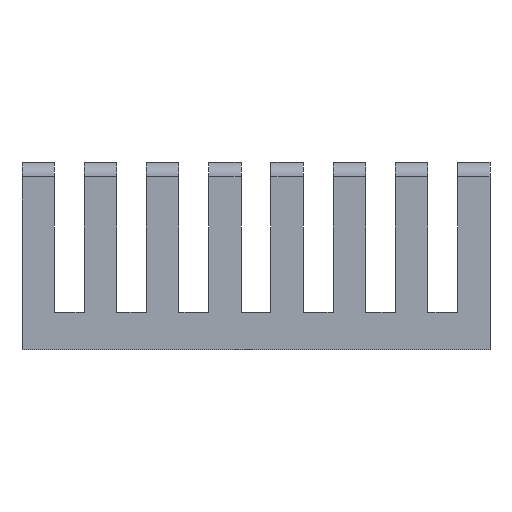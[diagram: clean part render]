
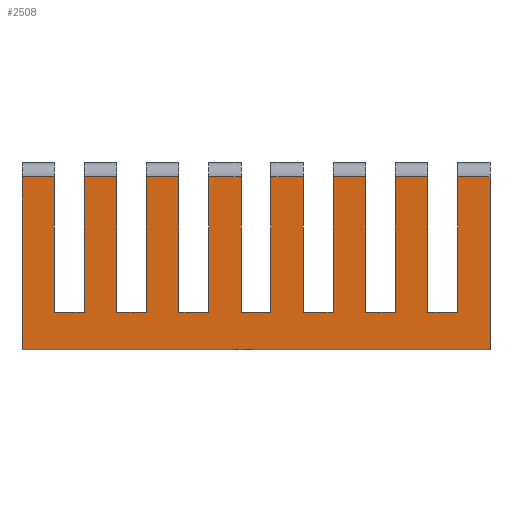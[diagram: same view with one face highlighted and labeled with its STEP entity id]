
A CAD part, left-side view. The second image highlights one B-rep face of the part: STEP entity #2508.
In plain terms, the highlighted planar face has unit normal (-1, 0, 0).
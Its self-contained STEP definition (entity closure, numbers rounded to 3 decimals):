
#42=VERTEX_POINT('NONE',#43);
#43=CARTESIAN_POINT('',(-12.5,10.77,2.0));
#49=EDGE_CURVE('NONE',#42,#50,#52,.T.);
#50=VERTEX_POINT('NONE',#51);
#51=CARTESIAN_POINT('',(-12.5,9.176,2.0));
#52=LINE('',#53,#54);
#53=CARTESIAN_POINT('',(-12.5,12.5,2.0));
#54=VECTOR('',#55,1.0);
#55=DIRECTION('',(0.,-1.0,0.0));
#74=VERTEX_POINT('NONE',#75);
#75=CARTESIAN_POINT('',(-12.5,7.446,2.0));
#81=EDGE_CURVE('NONE',#74,#82,#84,.T.);
#82=VERTEX_POINT('NONE',#83);
#83=CARTESIAN_POINT('',(-12.5,5.851,2.0));
#84=LINE('',#85,#86);
#85=CARTESIAN_POINT('',(-12.5,12.5,2.0));
#86=VECTOR('',#87,1.0);
#87=DIRECTION('',(0.,-1.0,0.0));
#106=VERTEX_POINT('NONE',#107);
#107=CARTESIAN_POINT('',(-12.5,4.121,2.0));
#113=EDGE_CURVE('NONE',#106,#114,#116,.T.);
#114=VERTEX_POINT('NONE',#115);
#115=CARTESIAN_POINT('',(-12.5,2.527,2.0));
#116=LINE('',#117,#118);
#117=CARTESIAN_POINT('',(-12.5,12.5,2.0));
#118=VECTOR('',#119,1.0);
#119=DIRECTION('',(0.,-1.0,0.0));
#138=VERTEX_POINT('NONE',#139);
#139=CARTESIAN_POINT('',(-12.5,0.797,2.0));
#145=EDGE_CURVE('NONE',#138,#146,#148,.T.);
#146=VERTEX_POINT('NONE',#147);
#147=CARTESIAN_POINT('',(-12.5,-0.797,2.0));
#148=LINE('',#149,#150);
#149=CARTESIAN_POINT('',(-12.5,12.5,2.0));
#150=VECTOR('',#151,1.0);
#151=DIRECTION('',(0.,-1.0,0.0));
#170=VERTEX_POINT('NONE',#171);
#171=CARTESIAN_POINT('',(-12.5,-2.527,2.0));
#177=EDGE_CURVE('NONE',#170,#178,#180,.T.);
#178=VERTEX_POINT('NONE',#179);
#179=CARTESIAN_POINT('',(-12.5,-4.122,2.0));
#180=LINE('',#181,#182);
#181=CARTESIAN_POINT('',(-12.5,12.5,2.0));
#182=VECTOR('',#183,1.0);
#183=DIRECTION('',(0.,-1.0,0.0));
#202=VERTEX_POINT('NONE',#203);
#203=CARTESIAN_POINT('',(-12.5,-5.852,2.0));
#209=EDGE_CURVE('NONE',#202,#210,#212,.T.);
#210=VERTEX_POINT('NONE',#211);
#211=CARTESIAN_POINT('',(-12.5,-7.446,2.0));
#212=LINE('',#213,#214);
#213=CARTESIAN_POINT('',(-12.5,12.5,2.0));
#214=VECTOR('',#215,1.0);
#215=DIRECTION('',(0.,-1.0,0.0));
#234=VERTEX_POINT('NONE',#235);
#235=CARTESIAN_POINT('',(-12.5,-9.176,2.0));
#241=EDGE_CURVE('NONE',#234,#242,#244,.T.);
#242=VERTEX_POINT('NONE',#243);
#243=CARTESIAN_POINT('',(-12.5,-10.77,2.0));
#244=LINE('',#245,#246);
#245=CARTESIAN_POINT('',(-12.5,12.5,2.0));
#246=VECTOR('',#247,1.0);
#247=DIRECTION('',(0.,-1.0,0.0));
#2313=VERTEX_POINT('NONE',#2314);
#2314=CARTESIAN_POINT('',(-12.5,12.5,0.0));
#2320=EDGE_CURVE('NONE',#2313,#2321,#2323,.F.);
#2321=VERTEX_POINT('NONE',#2322);
#2322=CARTESIAN_POINT('',(-12.5,12.5,9.225));
#2323=LINE('',#2324,#2325);
#2324=CARTESIAN_POINT('',(-12.5,12.5,2.0));
#2325=VECTOR('',#2326,1.0);
#2326=DIRECTION('',(0.0,0.0,-1.0));
#2508=ADVANCED_FACE('NONE',(#2509),#2695,.F.);
#2509=FACE_BOUND('NONE',#2510,.T.);
#2510=EDGE_LOOP('',(#2511,#2519,#2527,#2535,#2541,#2542,#2550,#2558,#2564,#2565,#2573,#2581,#2587,#2588,#2596,#2604,#2610,#2611,#2619,#2627,#2633,#2634,#2642,#2650,#2656,#2657,#2665,#2673,#2679,#2680,#2688,#2694));
#2511=ORIENTED_EDGE('',*,*,#2512,.T.);
#2512=EDGE_CURVE('NONE',#2313,#2513,#2515,.T.);
#2513=VERTEX_POINT('NONE',#2514);
#2514=CARTESIAN_POINT('',(-12.5,-12.5,0.0));
#2515=LINE('',#2516,#2517);
#2516=CARTESIAN_POINT('',(-12.5,12.5,0.0));
#2517=VECTOR('',#2518,1.0);
#2518=DIRECTION('',(0.,-1.0,0.0));
#2519=ORIENTED_EDGE('',*,*,#2520,.T.);
#2520=EDGE_CURVE('NONE',#2513,#2521,#2523,.F.);
#2521=VERTEX_POINT('NONE',#2522);
#2522=CARTESIAN_POINT('',(-12.5,-12.5,9.225));
#2523=LINE('',#2524,#2525);
#2524=CARTESIAN_POINT('',(-12.5,-12.5,2.0));
#2525=VECTOR('',#2526,1.0);
#2526=DIRECTION('',(0.0,0.0,-1.0));
#2527=ORIENTED_EDGE('',*,*,#2528,.T.);
#2528=EDGE_CURVE('NONE',#2521,#2529,#2531,.T.);
#2529=VERTEX_POINT('NONE',#2530);
#2530=CARTESIAN_POINT('',(-12.5,-10.77,9.225));
#2531=LINE('',#2532,#2533);
#2532=CARTESIAN_POINT('',(-12.5,12.5,9.225));
#2533=VECTOR('',#2534,1.0);
#2534=DIRECTION('',(0.,1.0,0.0));
#2535=ORIENTED_EDGE('',*,*,#2536,.T.);
#2536=EDGE_CURVE('NONE',#2529,#242,#2537,.T.);
#2537=LINE('',#2538,#2539);
#2538=CARTESIAN_POINT('',(-12.5,-10.77,10.0));
#2539=VECTOR('',#2540,1.0);
#2540=DIRECTION('',(0.0,0.0,-1.0));
#2541=ORIENTED_EDGE('',*,*,#241,.F.);
#2542=ORIENTED_EDGE('',*,*,#2543,.T.);
#2543=EDGE_CURVE('NONE',#234,#2544,#2546,.F.);
#2544=VERTEX_POINT('NONE',#2545);
#2545=CARTESIAN_POINT('',(-12.5,-9.176,9.225));
#2546=LINE('',#2547,#2548);
#2547=CARTESIAN_POINT('',(-12.5,-9.176,10.0));
#2548=VECTOR('',#2549,1.0);
#2549=DIRECTION('',(0.0,0.0,-1.0));
#2550=ORIENTED_EDGE('',*,*,#2551,.T.);
#2551=EDGE_CURVE('NONE',#2544,#2552,#2554,.T.);
#2552=VERTEX_POINT('NONE',#2553);
#2553=CARTESIAN_POINT('',(-12.5,-7.446,9.225));
#2554=LINE('',#2555,#2556);
#2555=CARTESIAN_POINT('',(-12.5,12.5,9.225));
#2556=VECTOR('',#2557,1.0);
#2557=DIRECTION('',(0.,1.0,0.0));
#2558=ORIENTED_EDGE('',*,*,#2559,.T.);
#2559=EDGE_CURVE('NONE',#2552,#210,#2560,.T.);
#2560=LINE('',#2561,#2562);
#2561=CARTESIAN_POINT('',(-12.5,-7.446,10.0));
#2562=VECTOR('',#2563,1.0);
#2563=DIRECTION('',(0.0,0.0,-1.0));
#2564=ORIENTED_EDGE('',*,*,#209,.F.);
#2565=ORIENTED_EDGE('',*,*,#2566,.T.);
#2566=EDGE_CURVE('NONE',#202,#2567,#2569,.F.);
#2567=VERTEX_POINT('NONE',#2568);
#2568=CARTESIAN_POINT('',(-12.5,-5.852,9.225));
#2569=LINE('',#2570,#2571);
#2570=CARTESIAN_POINT('',(-12.5,-5.852,10.0));
#2571=VECTOR('',#2572,1.0);
#2572=DIRECTION('',(0.0,0.0,-1.0));
#2573=ORIENTED_EDGE('',*,*,#2574,.T.);
#2574=EDGE_CURVE('NONE',#2567,#2575,#2577,.T.);
#2575=VERTEX_POINT('NONE',#2576);
#2576=CARTESIAN_POINT('',(-12.5,-4.122,9.225));
#2577=LINE('',#2578,#2579);
#2578=CARTESIAN_POINT('',(-12.5,12.5,9.225));
#2579=VECTOR('',#2580,1.0);
#2580=DIRECTION('',(0.,1.0,0.0));
#2581=ORIENTED_EDGE('',*,*,#2582,.T.);
#2582=EDGE_CURVE('NONE',#2575,#178,#2583,.T.);
#2583=LINE('',#2584,#2585);
#2584=CARTESIAN_POINT('',(-12.5,-4.122,10.0));
#2585=VECTOR('',#2586,1.0);
#2586=DIRECTION('',(0.0,0.0,-1.0));
#2587=ORIENTED_EDGE('',*,*,#177,.F.);
#2588=ORIENTED_EDGE('',*,*,#2589,.T.);
#2589=EDGE_CURVE('NONE',#170,#2590,#2592,.F.);
#2590=VERTEX_POINT('NONE',#2591);
#2591=CARTESIAN_POINT('',(-12.5,-2.527,9.225));
#2592=LINE('',#2593,#2594);
#2593=CARTESIAN_POINT('',(-12.5,-2.527,10.0));
#2594=VECTOR('',#2595,1.0);
#2595=DIRECTION('',(0.0,0.0,-1.0));
#2596=ORIENTED_EDGE('',*,*,#2597,.T.);
#2597=EDGE_CURVE('NONE',#2590,#2598,#2600,.T.);
#2598=VERTEX_POINT('NONE',#2599);
#2599=CARTESIAN_POINT('',(-12.5,-0.797,9.225));
#2600=LINE('',#2601,#2602);
#2601=CARTESIAN_POINT('',(-12.5,12.5,9.225));
#2602=VECTOR('',#2603,1.0);
#2603=DIRECTION('',(0.,1.0,0.0));
#2604=ORIENTED_EDGE('',*,*,#2605,.T.);
#2605=EDGE_CURVE('NONE',#2598,#146,#2606,.T.);
#2606=LINE('',#2607,#2608);
#2607=CARTESIAN_POINT('',(-12.5,-0.797,10.0));
#2608=VECTOR('',#2609,1.0);
#2609=DIRECTION('',(0.0,0.0,-1.0));
#2610=ORIENTED_EDGE('',*,*,#145,.F.);
#2611=ORIENTED_EDGE('',*,*,#2612,.T.);
#2612=EDGE_CURVE('NONE',#138,#2613,#2615,.F.);
#2613=VERTEX_POINT('NONE',#2614);
#2614=CARTESIAN_POINT('',(-12.5,0.797,9.225));
#2615=LINE('',#2616,#2617);
#2616=CARTESIAN_POINT('',(-12.5,0.797,10.0));
#2617=VECTOR('',#2618,1.0);
#2618=DIRECTION('',(0.0,0.0,-1.0));
#2619=ORIENTED_EDGE('',*,*,#2620,.T.);
#2620=EDGE_CURVE('NONE',#2613,#2621,#2623,.T.);
#2621=VERTEX_POINT('NONE',#2622);
#2622=CARTESIAN_POINT('',(-12.5,2.527,9.225));
#2623=LINE('',#2624,#2625);
#2624=CARTESIAN_POINT('',(-12.5,12.5,9.225));
#2625=VECTOR('',#2626,1.0);
#2626=DIRECTION('',(0.,1.0,0.0));
#2627=ORIENTED_EDGE('',*,*,#2628,.T.);
#2628=EDGE_CURVE('NONE',#2621,#114,#2629,.T.);
#2629=LINE('',#2630,#2631);
#2630=CARTESIAN_POINT('',(-12.5,2.527,10.0));
#2631=VECTOR('',#2632,1.0);
#2632=DIRECTION('',(0.0,0.0,-1.0));
#2633=ORIENTED_EDGE('',*,*,#113,.F.);
#2634=ORIENTED_EDGE('',*,*,#2635,.T.);
#2635=EDGE_CURVE('NONE',#106,#2636,#2638,.F.);
#2636=VERTEX_POINT('NONE',#2637);
#2637=CARTESIAN_POINT('',(-12.5,4.121,9.225));
#2638=LINE('',#2639,#2640);
#2639=CARTESIAN_POINT('',(-12.5,4.121,10.0));
#2640=VECTOR('',#2641,1.0);
#2641=DIRECTION('',(0.0,0.0,-1.0));
#2642=ORIENTED_EDGE('',*,*,#2643,.T.);
#2643=EDGE_CURVE('NONE',#2636,#2644,#2646,.T.);
#2644=VERTEX_POINT('NONE',#2645);
#2645=CARTESIAN_POINT('',(-12.5,5.851,9.225));
#2646=LINE('',#2647,#2648);
#2647=CARTESIAN_POINT('',(-12.5,12.5,9.225));
#2648=VECTOR('',#2649,1.0);
#2649=DIRECTION('',(0.,1.0,0.0));
#2650=ORIENTED_EDGE('',*,*,#2651,.T.);
#2651=EDGE_CURVE('NONE',#2644,#82,#2652,.T.);
#2652=LINE('',#2653,#2654);
#2653=CARTESIAN_POINT('',(-12.5,5.851,10.0));
#2654=VECTOR('',#2655,1.0);
#2655=DIRECTION('',(0.0,0.0,-1.0));
#2656=ORIENTED_EDGE('',*,*,#81,.F.);
#2657=ORIENTED_EDGE('',*,*,#2658,.T.);
#2658=EDGE_CURVE('NONE',#74,#2659,#2661,.F.);
#2659=VERTEX_POINT('NONE',#2660);
#2660=CARTESIAN_POINT('',(-12.5,7.446,9.225));
#2661=LINE('',#2662,#2663);
#2662=CARTESIAN_POINT('',(-12.5,7.446,10.0));
#2663=VECTOR('',#2664,1.0);
#2664=DIRECTION('',(0.0,0.0,-1.0));
#2665=ORIENTED_EDGE('',*,*,#2666,.T.);
#2666=EDGE_CURVE('NONE',#2659,#2667,#2669,.T.);
#2667=VERTEX_POINT('NONE',#2668);
#2668=CARTESIAN_POINT('',(-12.5,9.176,9.225));
#2669=LINE('',#2670,#2671);
#2670=CARTESIAN_POINT('',(-12.5,12.5,9.225));
#2671=VECTOR('',#2672,1.0);
#2672=DIRECTION('',(0.,1.0,0.0));
#2673=ORIENTED_EDGE('',*,*,#2674,.T.);
#2674=EDGE_CURVE('NONE',#2667,#50,#2675,.T.);
#2675=LINE('',#2676,#2677);
#2676=CARTESIAN_POINT('',(-12.5,9.176,10.0));
#2677=VECTOR('',#2678,1.0);
#2678=DIRECTION('',(0.0,0.0,-1.0));
#2679=ORIENTED_EDGE('',*,*,#49,.F.);
#2680=ORIENTED_EDGE('',*,*,#2681,.T.);
#2681=EDGE_CURVE('NONE',#42,#2682,#2684,.F.);
#2682=VERTEX_POINT('NONE',#2683);
#2683=CARTESIAN_POINT('',(-12.5,10.77,9.225));
#2684=LINE('',#2685,#2686);
#2685=CARTESIAN_POINT('',(-12.5,10.77,10.0));
#2686=VECTOR('',#2687,1.0);
#2687=DIRECTION('',(0.0,0.0,-1.0));
#2688=ORIENTED_EDGE('',*,*,#2689,.T.);
#2689=EDGE_CURVE('NONE',#2682,#2321,#2690,.T.);
#2690=LINE('',#2691,#2692);
#2691=CARTESIAN_POINT('',(-12.5,12.5,9.225));
#2692=VECTOR('',#2693,1.0);
#2693=DIRECTION('',(0.,1.0,0.0));
#2694=ORIENTED_EDGE('',*,*,#2320,.F.);
#2695=PLANE('',#2696);
#2696=AXIS2_PLACEMENT_3D('',#2697,#2698,#2699);
#2697=CARTESIAN_POINT('',(-12.5,12.5,2.0));
#2698=DIRECTION('',(1.0,0.,0.0));
#2699=DIRECTION('',(0.,1.0,0.0));
